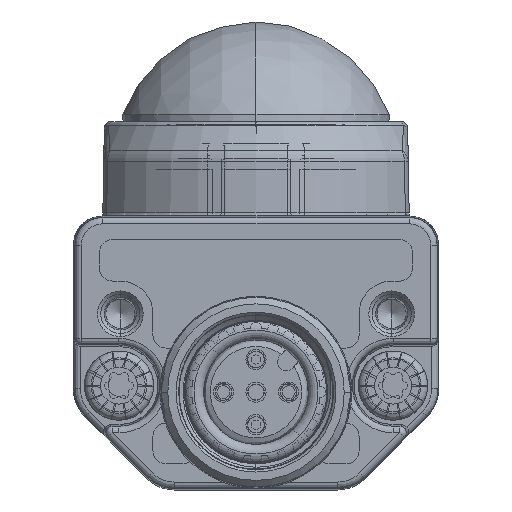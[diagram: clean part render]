
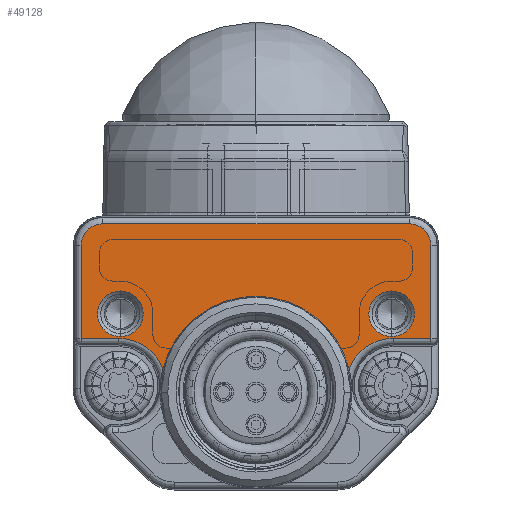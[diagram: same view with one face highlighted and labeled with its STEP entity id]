
A CAD part, left-side view. The second image highlights one B-rep face of the part: STEP entity #49128.
In plain terms, the highlighted face is planar.
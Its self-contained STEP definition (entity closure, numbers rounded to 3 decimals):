
#44087=CARTESIAN_POINT('',(13.,13.5,10.392));
#44088=DIRECTION('',(-1.,0.,0.));
#44089=DIRECTION('',(0.,1.,0.));
#44090=AXIS2_PLACEMENT_3D('',#44087,#44088,#44089);
#44092=CARTESIAN_POINT('',(13.,13.5,10.392));
#44093=DIRECTION('',(-1.,0.,0.));
#44094=DIRECTION('',(0.,-1.,0.));
#44095=AXIS2_PLACEMENT_3D('',#44092,#44093,#44094);
#44097=CARTESIAN_POINT('',(13.,13.5,-10.392));
#44098=DIRECTION('',(-1.,0.,0.));
#44099=DIRECTION('',(0.,-1.,0.));
#44100=AXIS2_PLACEMENT_3D('',#44097,#44098,#44099);
#44102=CARTESIAN_POINT('',(13.,13.5,-10.392));
#44103=DIRECTION('',(-1.,0.,0.));
#44104=DIRECTION('',(0.,1.,0.));
#44105=AXIS2_PLACEMENT_3D('',#44102,#44103,#44104);
#44107=CARTESIAN_POINT('',(13.,8.,-10.5));
#44108=DIRECTION('',(-1.,0.,0.));
#44109=DIRECTION('',(0.,0.359,0.933));
#44110=AXIS2_PLACEMENT_3D('',#44107,#44108,#44109);
#44112=CARTESIAN_POINT('',(13.,7.5,0.));
#44113=DIRECTION('',(1.,0.,0.));
#44114=DIRECTION('',(0.,0.244,-0.97));
#44115=AXIS2_PLACEMENT_3D('',#44112,#44113,#44114);
#44117=CARTESIAN_POINT('',(13.,8.,10.5));
#44118=DIRECTION('',(-1.,0.,0.));
#44119=DIRECTION('',(0.,1.,0.));
#44120=AXIS2_PLACEMENT_3D('',#44117,#44118,#44119);
#44122=DIRECTION('',(0.,0.,-1.));
#44123=VECTOR('',#44122,2.891);
#44124=CARTESIAN_POINT('',(13.,11.614,13.391));
#44125=LINE('',#44124,#44123);
#44126=DIRECTION('',(0.,-1.,0.));
#44127=VECTOR('',#44126,7.136);
#44128=CARTESIAN_POINT('',(13.,18.75,13.391));
#44129=LINE('',#44128,#44127);
#44130=CARTESIAN_POINT('',(13.,18.75,11.75));
#44131=DIRECTION('',(1.,0.,0.));
#44132=DIRECTION('',(0.,1.,0.));
#44133=AXIS2_PLACEMENT_3D('',#44130,#44131,#44132);
#44135=DIRECTION('',(0.,0.,1.));
#44136=VECTOR('',#44135,23.5);
#44137=CARTESIAN_POINT('',(13.,20.391,-11.75));
#44138=LINE('',#44137,#44136);
#44139=CARTESIAN_POINT('',(13.,18.75,-11.75));
#44140=DIRECTION('',(1.,0.,0.));
#44141=DIRECTION('',(0.,0.,-1.));
#44142=AXIS2_PLACEMENT_3D('',#44139,#44140,#44141);
#44144=DIRECTION('',(0.,1.,0.));
#44145=VECTOR('',#44144,7.136);
#44146=CARTESIAN_POINT('',(13.,11.614,-13.391));
#44147=LINE('',#44146,#44145);
#44148=DIRECTION('',(0.,0.,-1.));
#44149=VECTOR('',#44148,2.891);
#44150=CARTESIAN_POINT('',(13.,11.614,-10.5));
#44151=LINE('',#44150,#44149);
#44328=CARTESIAN_POINT('',(13.,9.297,-7.127));
#44396=CARTESIAN_POINT('',(13.,9.297,7.127));
#48406=VERTEX_POINT('',#44328);
#48407=VERTEX_POINT('',#44396);
#48472=CARTESIAN_POINT('',(13.,20.391,11.75));
#48473=CARTESIAN_POINT('',(13.,18.75,13.391));
#48474=VERTEX_POINT('',#48472);
#48475=VERTEX_POINT('',#48473);
#48480=CARTESIAN_POINT('',(13.,20.391,-11.75));
#48481=VERTEX_POINT('',#48480);
#48484=CARTESIAN_POINT('',(13.,18.75,-13.391));
#48485=VERTEX_POINT('',#48484);
#48512=CARTESIAN_POINT('',(13.,15.25,10.392));
#48513=CARTESIAN_POINT('',(13.,11.75,10.392));
#48514=VERTEX_POINT('',#48512);
#48515=VERTEX_POINT('',#48513);
#48516=CARTESIAN_POINT('',(13.,11.75,-10.392));
#48517=CARTESIAN_POINT('',(13.,15.25,-10.392));
#48518=VERTEX_POINT('',#48516);
#48519=VERTEX_POINT('',#48517);
#48520=CARTESIAN_POINT('',(13.,11.614,-10.5));
#48521=VERTEX_POINT('',#48520);
#48522=CARTESIAN_POINT('',(13.,11.614,-13.391));
#48523=VERTEX_POINT('',#48522);
#48558=CARTESIAN_POINT('',(13.,11.614,10.5));
#48559=VERTEX_POINT('',#48558);
#48560=CARTESIAN_POINT('',(13.,11.614,13.391));
#48561=VERTEX_POINT('',#48560);
#49089=CARTESIAN_POINT('',(13.,0.,0.));
#49090=DIRECTION('',(1.,0.,0.));
#49091=DIRECTION('',(0.,0.,-1.));
#49092=AXIS2_PLACEMENT_3D('',#49089,#49090,#49091);
#49093=PLANE('',#49092);
#49095=ORIENTED_EDGE('',*,*,#49094,.F.);
#49097=ORIENTED_EDGE('',*,*,#49096,.T.);
#49099=ORIENTED_EDGE('',*,*,#49098,.F.);
#49101=ORIENTED_EDGE('',*,*,#49100,.F.);
#49103=ORIENTED_EDGE('',*,*,#49102,.F.);
#49105=ORIENTED_EDGE('',*,*,#49104,.F.);
#49107=ORIENTED_EDGE('',*,*,#49106,.F.);
#49109=ORIENTED_EDGE('',*,*,#49108,.F.);
#49111=ORIENTED_EDGE('',*,*,#49110,.F.);
#49113=ORIENTED_EDGE('',*,*,#49112,.F.);
#49114=EDGE_LOOP('',(#49095,#49097,#49099,#49101,#49103,#49105,#49107,#49109,
#49111,#49113));
#49115=FACE_OUTER_BOUND('',#49114,.F.);
#49117=ORIENTED_EDGE('',*,*,#49116,.F.);
#49119=ORIENTED_EDGE('',*,*,#49118,.F.);
#49120=EDGE_LOOP('',(#49117,#49119));
#49121=FACE_BOUND('',#49120,.F.);
#49123=ORIENTED_EDGE('',*,*,#49122,.F.);
#49125=ORIENTED_EDGE('',*,*,#49124,.F.);
#49126=EDGE_LOOP('',(#49123,#49125));
#49127=FACE_BOUND('',#49126,.F.);
#49128=ADVANCED_FACE('',(#49115,#49121,#49127),#49093,.T.);
#44091=CIRCLE('',#44090,1.75);
#44096=CIRCLE('',#44095,1.75);
#44101=CIRCLE('',#44100,1.75);
#44106=CIRCLE('',#44105,1.75);
#44111=CIRCLE('',#44110,3.614);
#44116=CIRCLE('',#44115,7.35);
#44121=CIRCLE('',#44120,3.614);
#44134=CIRCLE('',#44133,1.641);
#44143=CIRCLE('',#44142,1.641);
#49094=EDGE_CURVE('',#48406,#48521,#44111,.T.);
#49096=EDGE_CURVE('',#48406,#48407,#44116,.T.);
#49098=EDGE_CURVE('',#48559,#48407,#44121,.T.);
#49100=EDGE_CURVE('',#48561,#48559,#44125,.T.);
#49102=EDGE_CURVE('',#48475,#48561,#44129,.T.);
#49104=EDGE_CURVE('',#48474,#48475,#44134,.T.);
#49106=EDGE_CURVE('',#48481,#48474,#44138,.T.);
#49108=EDGE_CURVE('',#48485,#48481,#44143,.T.);
#49110=EDGE_CURVE('',#48523,#48485,#44147,.T.);
#49112=EDGE_CURVE('',#48521,#48523,#44151,.T.);
#49116=EDGE_CURVE('',#48514,#48515,#44091,.T.);
#49118=EDGE_CURVE('',#48515,#48514,#44096,.T.);
#49122=EDGE_CURVE('',#48518,#48519,#44101,.T.);
#49124=EDGE_CURVE('',#48519,#48518,#44106,.T.);
